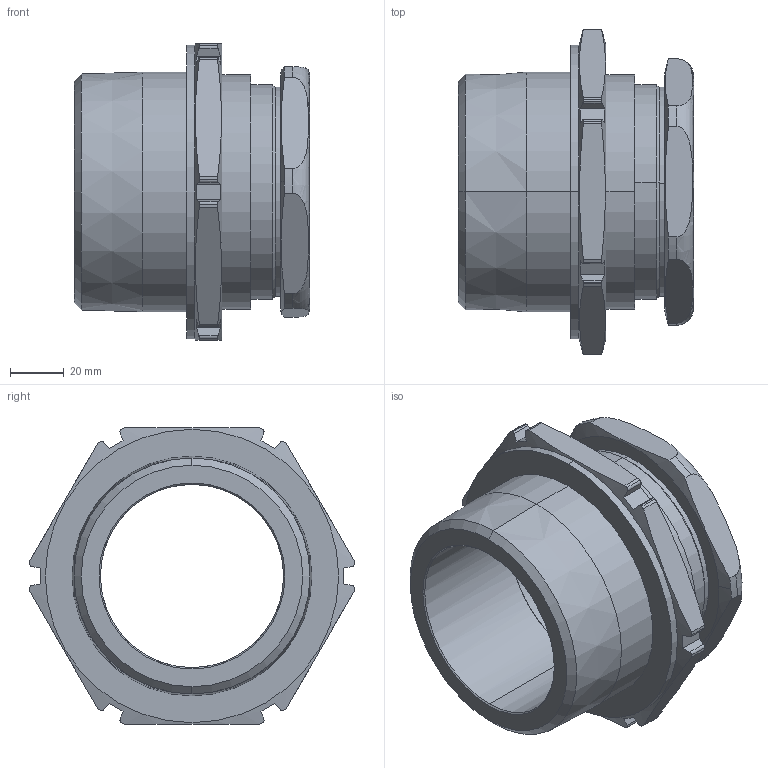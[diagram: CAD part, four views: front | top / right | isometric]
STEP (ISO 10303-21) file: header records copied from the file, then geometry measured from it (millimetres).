
FILE_DESCRIPTION (( 'STEP AP203' ), '1' );
FILE_NAME ('TC-300NB2681RA538.STEP', '2022-11-15T10:31:38', ( '' ), ( '' ), 'SwSTEP 2.0', 'SolidWorks 2021', '' );
FILE_SCHEMA (( 'CONFIG_CONTROL_DESIGN' ));
Length unit declared in the file: millimetre
Products named in the file (1): TC-300NB2681RA538
Bounding box: 87.37 x 120.65 x 110 mm (x, y, z)
Volume: 259979.1 mm3; surface area: 59728.5 mm2
Topology: 1 solids, 1 shells, 104 faces, 276 edges, 180 vertices
Faces by surface type: cylinder 48, plane 38, cone 16, torus 2
Entity records: 3861 total; most frequent: CARTESIAN_POINT 1297, ORIENTED_EDGE 552, DIRECTION 480, EDGE_CURVE 276, AXIS2_PLACEMENT_3D 193, VERTEX_POINT 180, EDGE_LOOP 112, ADVANCED_FACE 104
